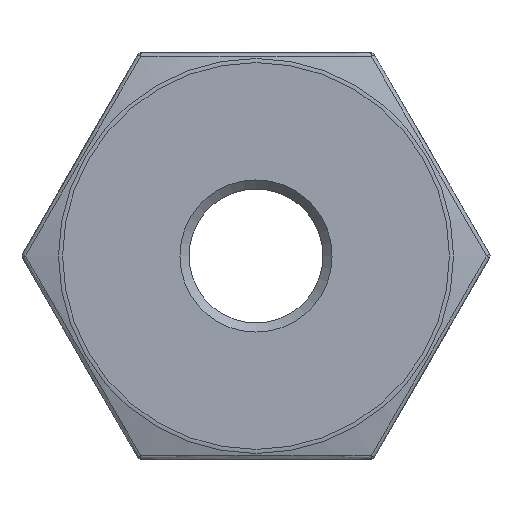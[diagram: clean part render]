
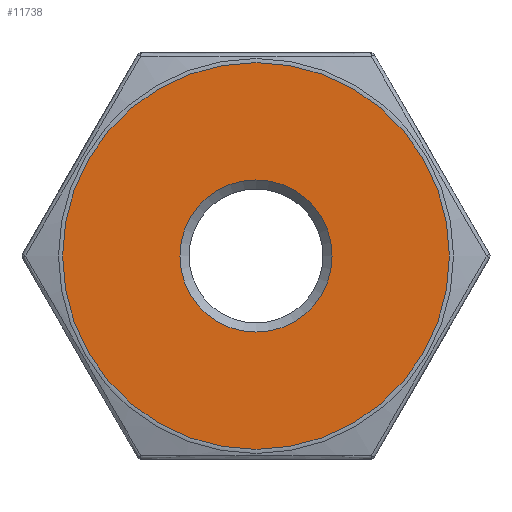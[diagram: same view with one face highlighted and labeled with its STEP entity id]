
A CAD part, left-side view. The second image highlights one B-rep face of the part: STEP entity #11738.
In plain terms, the highlighted planar face has unit normal (-1, 0, 0).
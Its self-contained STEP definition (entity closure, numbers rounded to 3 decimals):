
#1550 = DIRECTION ( 'NONE',  ( 0., 0., 1. ) ) ;
#4344 = DIRECTION ( 'NONE',  ( 0., 1., 0. ) ) ;
#4419 = DIRECTION ( 'NONE',  ( -1., 0., 0. ) ) ;
#5362 = DIRECTION ( 'NONE',  ( 1., 0., 0. ) ) ;
#5652 = CARTESIAN_POINT ( 'NONE',  ( 0., 12.368, 0. ) ) ;
#5972 = CIRCLE ( 'NONE', #8207, 12.368 ) ;
#5998 = AXIS2_PLACEMENT_3D ( 'NONE', #9602, #10658, #1550 ) ;
#6045 = ORIENTED_EDGE ( 'NONE', *, *, #9934, .F. ) ;
#6715 = VERTEX_POINT ( 'NONE', #11386 ) ;
#7690 = ORIENTED_EDGE ( 'NONE', *, *, #12040, .T. ) ;
#7805 = EDGE_LOOP ( 'NONE', ( #7690 ) ) ;
#8207 = AXIS2_PLACEMENT_3D ( 'NONE', #11598, #4419, #4344 ) ;
#8767 = FACE_BOUND ( 'NONE', #10089, .T. ) ;
#8906 = PLANE ( 'NONE',  #10647 ) ;
#9602 = CARTESIAN_POINT ( 'NONE',  ( 0., 0., 0. ) ) ;
#9934 = EDGE_CURVE ( 'NONE', #6715, #6715, #12107, .T. ) ;
#10089 = EDGE_LOOP ( 'NONE', ( #6045 ) ) ;
#10647 = AXIS2_PLACEMENT_3D ( 'NONE', #12466, #5362, #11036 ) ;
#10658 = DIRECTION ( 'NONE',  ( -1., 0., 0. ) ) ;
#11036 = DIRECTION ( 'NONE',  ( 0., 1., 0. ) ) ;
#11386 = CARTESIAN_POINT ( 'NONE',  ( 0., 0., 4.864 ) ) ;
#11598 = CARTESIAN_POINT ( 'NONE',  ( 0., 0., 0. ) ) ;
#11738 = ADVANCED_FACE ( 'NONE', ( #12315, #8767 ), #8906, .F. ) ;
#12040 = EDGE_CURVE ( 'NONE', #13759, #13759, #5972, .T. ) ;
#12107 = CIRCLE ( 'NONE', #5998, 4.864 ) ;
#12315 = FACE_OUTER_BOUND ( 'NONE', #7805, .T. ) ;
#12466 = CARTESIAN_POINT ( 'NONE',  ( 0., 0., 0. ) ) ;
#13759 = VERTEX_POINT ( 'NONE', #5652 ) ;
